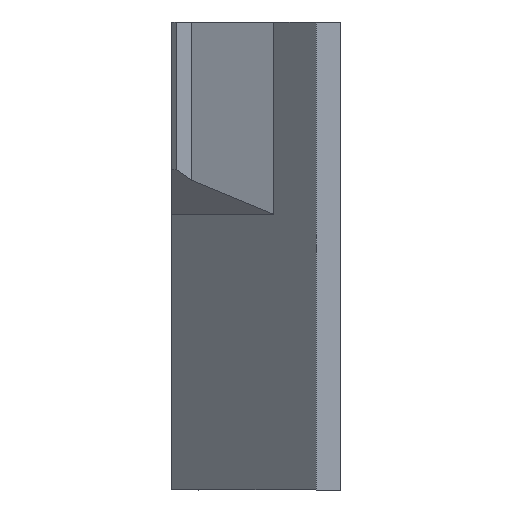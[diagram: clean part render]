
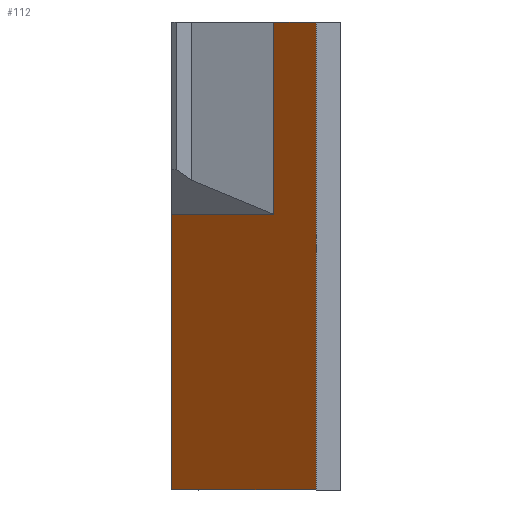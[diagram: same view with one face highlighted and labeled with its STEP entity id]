
A CAD part, front view. The second image highlights one B-rep face of the part: STEP entity #112.
In plain terms, the highlighted planar face has unit normal (-0.707, -0.707, 0).
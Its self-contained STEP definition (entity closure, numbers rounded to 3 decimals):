
#59=CARTESIAN_POINT('',(227.738,91.262,562.05));
#60=DIRECTION('',(-0.707,-0.707,0.));
#61=DIRECTION('',(0.,-0.,1.));
#62=AXIS2_PLACEMENT_3D('',#59,#60,#61);
#63=PLANE('',#62);
#64=CARTESIAN_POINT('',(197.738,121.262,527.197));
#65=VERTEX_POINT('',#64);
#66=CARTESIAN_POINT('',(218.933,100.067,527.197));
#67=VERTEX_POINT('',#66);
#68=CARTESIAN_POINT('',(197.738,121.262,527.197));
#69=DIRECTION('',(0.707,-0.707,-0.));
#70=VECTOR('',#69,29.974);
#71=LINE('',#68,#70);
#72=EDGE_CURVE('',#65,#67,#71,.T.);
#73=ORIENTED_EDGE('',*,*,#72,.F.);
#74=CARTESIAN_POINT('',(197.738,121.262,470.05));
#75=VERTEX_POINT('',#74);
#76=CARTESIAN_POINT('',(197.738,121.262,470.05));
#77=DIRECTION('',(0.,-0.,1.));
#78=VECTOR('',#77,57.148);
#79=LINE('',#76,#78);
#80=EDGE_CURVE('',#75,#65,#79,.T.);
#81=ORIENTED_EDGE('',*,*,#80,.F.);
#82=CARTESIAN_POINT('',(227.738,91.262,470.05));
#83=VERTEX_POINT('',#82);
#84=CARTESIAN_POINT('',(227.738,91.262,470.05));
#85=CARTESIAN_POINT('',(197.738,121.262,470.05));
#86=B_SPLINE_CURVE_WITH_KNOTS('',1,(#84,#85),.UNSPECIFIED.,.F.,.F.,(2,2),(0.,0.042),.UNSPECIFIED.);
#87=EDGE_CURVE('',#83,#75,#86,.T.);
#88=ORIENTED_EDGE('',*,*,#87,.F.);
#89=CARTESIAN_POINT('',(227.738,91.262,567.05));
#90=VERTEX_POINT('',#89);
#91=CARTESIAN_POINT('',(227.738,91.262,567.05));
#92=DIRECTION('',(-0.,0.,-1.));
#93=VECTOR('',#92,97.);
#94=LINE('',#91,#93);
#95=EDGE_CURVE('',#90,#83,#94,.T.);
#96=ORIENTED_EDGE('',*,*,#95,.F.);
#97=CARTESIAN_POINT('',(218.933,100.067,567.05));
#98=VERTEX_POINT('',#97);
#99=CARTESIAN_POINT('',(218.933,100.067,567.05));
#100=CARTESIAN_POINT('',(227.738,91.262,567.05));
#101=B_SPLINE_CURVE_WITH_KNOTS('',1,(#99,#100),.UNSPECIFIED.,.F.,.F.,(2,2),(0.,0.012),.UNSPECIFIED.);
#102=EDGE_CURVE('',#98,#90,#101,.T.);
#103=ORIENTED_EDGE('',*,*,#102,.F.);
#104=CARTESIAN_POINT('',(218.933,100.067,527.197));
#105=DIRECTION('',(0.,-0.,1.));
#106=VECTOR('',#105,39.852);
#107=LINE('',#104,#106);
#108=EDGE_CURVE('',#67,#98,#107,.T.);
#109=ORIENTED_EDGE('',*,*,#108,.F.);
#110=EDGE_LOOP('',(#73,#81,#88,#96,#103,#109));
#111=FACE_BOUND('',#110,.T.);
#112=ADVANCED_FACE('',(#111),#63,.T.);
